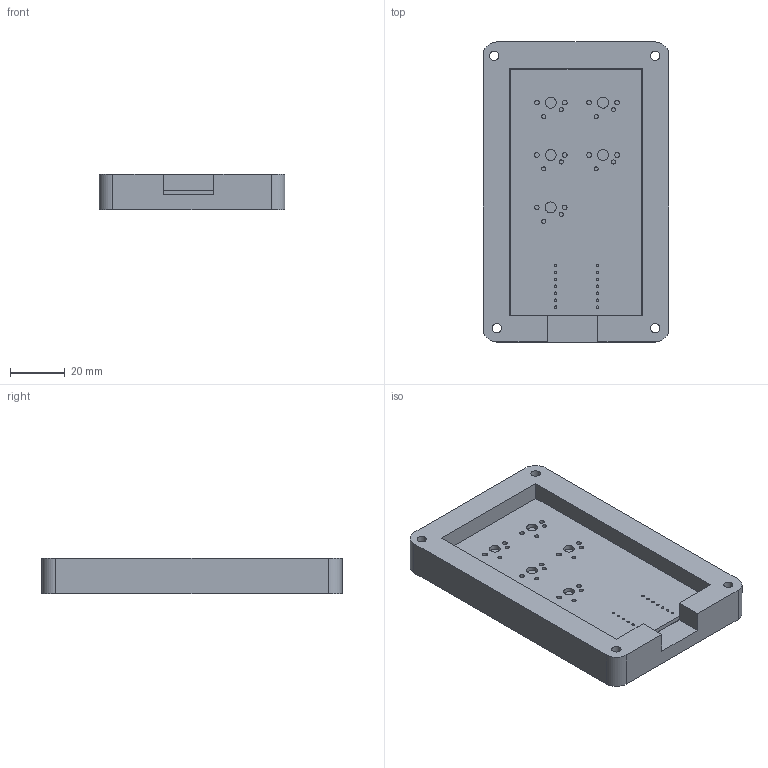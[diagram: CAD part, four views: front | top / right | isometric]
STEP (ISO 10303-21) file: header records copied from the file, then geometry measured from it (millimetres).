
FILE_DESCRIPTION(/* description */ (''),/* implementation_level */ '2;1');
FILE_NAME(/* name */ 'DevPad.step',/* time_stamp */ '2025-07-09T20:48:28-07:00',/* author */ (''),/* organization */ (''),/* preprocessor_version */ 'ST-DEVELOPER v20.1',/* originating_system */ 'Autodesk Translation Framework v14.10.0.0',/* authorisation */ '');
FILE_SCHEMA (('AUTOMOTIVE_DESIGN { 1 0 10303 214 3 1 1 }'));
Length unit declared in the file: millimetre
Products named in the file (6): 2025-07-07-11-31-33-287; hackpad 1; hackpad_PCB; 2025-07-06-19-24-50-376; 2025-07-06-19-25-05-734; 2025-07-07-10-33-57-120
Assembly tree (5 placements, depth 3):
  2025-07-07-11-31-33-287
    hackpad 1
      hackpad_PCB
    2025-07-06-19-24-50-376
      2025-07-06-19-25-05-734
    2025-07-07-10-33-57-120
Bounding box: 67.6 x 109.23 x 13 mm (x, y, z)
Volume: 56080.1 mm3; surface area: 31430.9 mm2
Topology: 2 solids, 2 shells, 75 faces, 201 edges, 134 vertices
Faces by surface type: cylinder 51, plane 24
Full cylindrical faces by diameter (mm): 0.889 x14, 1.5 x10, 1.7 x10, 3.4 x4, 4 x5, 6 x4
Entity records: 2739 total; most frequent: DIRECTION 475, CARTESIAN_POINT 421, ORIENTED_EDGE 402, EDGE_CURVE 201, AXIS2_PLACEMENT_3D 188, EDGE_LOOP 165, VERTEX_POINT 134, CIRCLE 102
